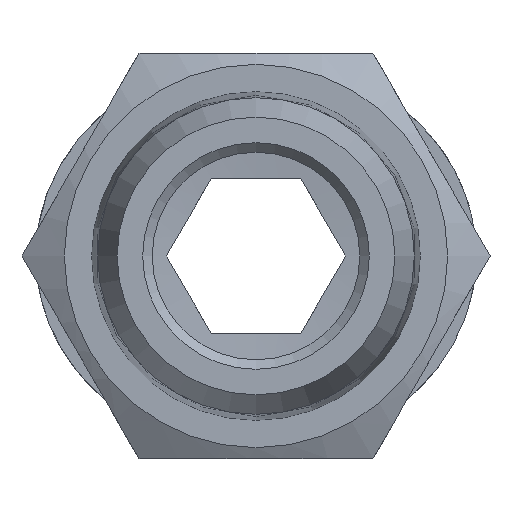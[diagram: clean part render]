
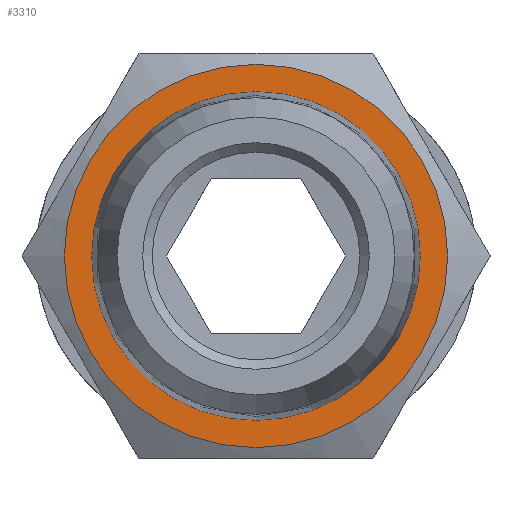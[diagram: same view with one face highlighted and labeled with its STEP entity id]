
A CAD part, front view. The second image highlights one B-rep face of the part: STEP entity #3310.
In plain terms, the highlighted planar face has unit normal (0, -1, 0).
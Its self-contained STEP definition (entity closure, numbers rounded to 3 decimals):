
#1702 = EDGE_CURVE('',#1703,#1703,#1705,.T.);
#1703 = VERTEX_POINT('',#1704);
#1704 = CARTESIAN_POINT('',(0.,7.5,6.005));
#1705 = SURFACE_CURVE('',#1706,(#1711,#1723),.PCURVE_S1.);
#1706 = CIRCLE('',#1707,6.005);
#1707 = AXIS2_PLACEMENT_3D('',#1708,#1709,#1710);
#1708 = CARTESIAN_POINT('',(0.,7.5,0.));
#1709 = DIRECTION('',(-0.,1.,0.));
#1710 = DIRECTION('',(0.,0.,1.));
#1711 = PCURVE('',#1712,#1717);
#1712 = CONICAL_SURFACE('',#1713,7.332,1.085);
#1713 = AXIS2_PLACEMENT_3D('',#1714,#1715,#1716);
#1714 = CARTESIAN_POINT('',(0.,8.2,0.));
#1715 = DIRECTION('',(-0.,1.,-0.));
#1716 = DIRECTION('',(0.,0.,1.));
#1717 = DEFINITIONAL_REPRESENTATION('',(#1718),#1722);
#1718 = LINE('',#1719,#1720);
#1719 = CARTESIAN_POINT('',(0.,-0.7));
#1720 = VECTOR('',#1721,1.);
#1721 = DIRECTION('',(1.,0.));
#1722 = ( GEOMETRIC_REPRESENTATION_CONTEXT(2) 
PARAMETRIC_REPRESENTATION_CONTEXT() REPRESENTATION_CONTEXT('2D SPACE',''
  ) );
#1723 = PCURVE('',#1724,#1729);
#1724 = PLANE('',#1725);
#1725 = AXIS2_PLACEMENT_3D('',#1726,#1727,#1728);
#1726 = CARTESIAN_POINT('',(-5.15,7.5,0.));
#1727 = DIRECTION('',(0.,-1.,0.));
#1728 = DIRECTION('',(0.,-0.,-1.));
#1729 = DEFINITIONAL_REPRESENTATION('',(#1730),#1738);
#1730 = ( BOUNDED_CURVE() B_SPLINE_CURVE(2,(#1731,#1732,#1733,#1734,
#1735,#1736,#1737),.UNSPECIFIED.,.T.,.F.) B_SPLINE_CURVE_WITH_KNOTS((1,2
    ,2,2,2,1),(-2.094,0.,2.094,4.189,
6.283,8.378),.UNSPECIFIED.) CURVE() 
GEOMETRIC_REPRESENTATION_ITEM() RATIONAL_B_SPLINE_CURVE((1.,0.5,1.,0.5,
1.,0.5,1.)) REPRESENTATION_ITEM('') );
#1731 = CARTESIAN_POINT('',(-6.005,5.15));
#1732 = CARTESIAN_POINT('',(-6.005,15.551));
#1733 = CARTESIAN_POINT('',(3.003,10.35));
#1734 = CARTESIAN_POINT('',(12.01,5.15));
#1735 = CARTESIAN_POINT('',(3.003,-0.05));
#1736 = CARTESIAN_POINT('',(-6.005,-5.251));
#1737 = CARTESIAN_POINT('',(-6.005,5.15));
#1738 = ( GEOMETRIC_REPRESENTATION_CONTEXT(2) 
PARAMETRIC_REPRESENTATION_CONTEXT() REPRESENTATION_CONTEXT('2D SPACE',''
  ) );
#3245 = CONICAL_SURFACE('',#3246,5.15,0.031);
#3246 = AXIS2_PLACEMENT_3D('',#3247,#3248,#3249);
#3247 = CARTESIAN_POINT('',(0.,7.5,0.));
#3248 = DIRECTION('',(-0.,1.,-0.));
#3249 = DIRECTION('',(0.,0.,1.));
#3263 = VERTEX_POINT('',#3264);
#3264 = CARTESIAN_POINT('',(0.,7.5,5.15));
#3284 = EDGE_CURVE('',#3263,#3263,#3285,.T.);
#3285 = SURFACE_CURVE('',#3286,(#3291,#3298),.PCURVE_S1.);
#3286 = CIRCLE('',#3287,5.15);
#3287 = AXIS2_PLACEMENT_3D('',#3288,#3289,#3290);
#3288 = CARTESIAN_POINT('',(0.,7.5,0.));
#3289 = DIRECTION('',(-0.,1.,0.));
#3290 = DIRECTION('',(0.,0.,1.));
#3291 = PCURVE('',#3245,#3292);
#3292 = DEFINITIONAL_REPRESENTATION('',(#3293),#3297);
#3293 = LINE('',#3294,#3295);
#3294 = CARTESIAN_POINT('',(0.,0.));
#3295 = VECTOR('',#3296,1.);
#3296 = DIRECTION('',(1.,0.));
#3297 = ( GEOMETRIC_REPRESENTATION_CONTEXT(2) 
PARAMETRIC_REPRESENTATION_CONTEXT() REPRESENTATION_CONTEXT('2D SPACE',''
  ) );
#3298 = PCURVE('',#1724,#3299);
#3299 = DEFINITIONAL_REPRESENTATION('',(#3300),#3308);
#3300 = ( BOUNDED_CURVE() B_SPLINE_CURVE(2,(#3301,#3302,#3303,#3304,
#3305,#3306,#3307),.UNSPECIFIED.,.T.,.F.) B_SPLINE_CURVE_WITH_KNOTS((1,2
    ,2,2,2,1),(-2.094,0.,2.094,4.189,
6.283,8.378),.UNSPECIFIED.) CURVE() 
GEOMETRIC_REPRESENTATION_ITEM() RATIONAL_B_SPLINE_CURVE((1.,0.5,1.,0.5,
1.,0.5,1.)) REPRESENTATION_ITEM('') );
#3301 = CARTESIAN_POINT('',(-5.15,5.15));
#3302 = CARTESIAN_POINT('',(-5.15,14.07));
#3303 = CARTESIAN_POINT('',(2.575,9.61));
#3304 = CARTESIAN_POINT('',(10.3,5.15));
#3305 = CARTESIAN_POINT('',(2.575,0.69));
#3306 = CARTESIAN_POINT('',(-5.15,-3.77));
#3307 = CARTESIAN_POINT('',(-5.15,5.15));
#3308 = ( GEOMETRIC_REPRESENTATION_CONTEXT(2) 
PARAMETRIC_REPRESENTATION_CONTEXT() REPRESENTATION_CONTEXT('2D SPACE',''
  ) );
#3310 = ADVANCED_FACE('',(#3311,#3314),#1724,.T.);
#3311 = FACE_BOUND('',#3312,.T.);
#3312 = EDGE_LOOP('',(#3313));
#3313 = ORIENTED_EDGE('',*,*,#3284,.T.);
#3314 = FACE_BOUND('',#3315,.T.);
#3315 = EDGE_LOOP('',(#3316));
#3316 = ORIENTED_EDGE('',*,*,#1702,.F.);
